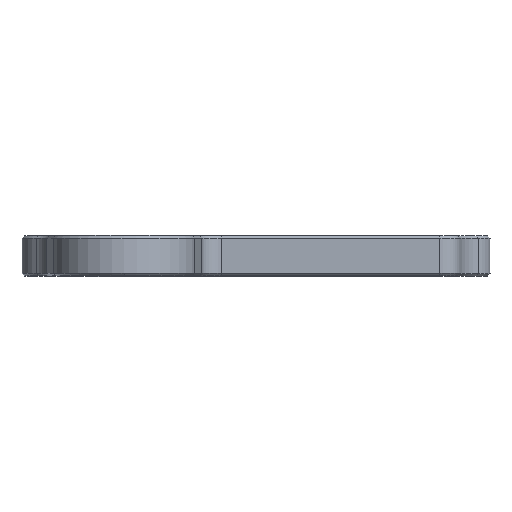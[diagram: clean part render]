
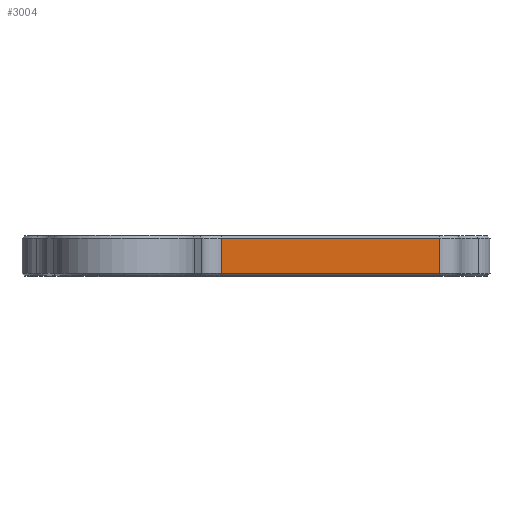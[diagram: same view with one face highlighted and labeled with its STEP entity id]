
A CAD part, top view. The second image highlights one B-rep face of the part: STEP entity #3004.
In plain terms, the highlighted planar face has unit normal (0, 0, 1).
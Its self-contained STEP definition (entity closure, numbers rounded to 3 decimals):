
#16 = DIRECTION ( 'NONE',  ( -1., 0., 0. ) ) ;
#183 = DIRECTION ( 'NONE',  ( 0., -1., 0. ) ) ;
#217 = EDGE_LOOP ( 'NONE', ( #1242, #1150, #596, #2916 ) ) ;
#264 = DIRECTION ( 'NONE',  ( 1., 0., 0. ) ) ;
#299 = VECTOR ( 'NONE', #1514, 1000. ) ;
#596 = ORIENTED_EDGE ( 'NONE', *, *, #2866, .F. ) ;
#614 = CARTESIAN_POINT ( 'NONE',  ( 30., 3.75, 10. ) ) ;
#619 = VERTEX_POINT ( 'NONE', #2221 ) ;
#697 = CARTESIAN_POINT ( 'NONE',  ( 30., 4., 10. ) ) ;
#812 = CARTESIAN_POINT ( 'NONE',  ( 8.334, 3.75, 10. ) ) ;
#929 = PLANE ( 'NONE',  #1596 ) ;
#1150 = ORIENTED_EDGE ( 'NONE', *, *, #3043, .T. ) ;
#1172 = CARTESIAN_POINT ( 'NONE',  ( 8.334, 0., 10. ) ) ;
#1237 = CARTESIAN_POINT ( 'NONE',  ( 8.334, 0.25, 10. ) ) ;
#1242 = ORIENTED_EDGE ( 'NONE', *, *, #1804, .T. ) ;
#1292 = DIRECTION ( 'NONE',  ( 0., -1., 0. ) ) ;
#1430 = VECTOR ( 'NONE', #264, 1000. ) ;
#1434 = EDGE_CURVE ( 'NONE', #2808, #2903, #1545, .T. ) ;
#1477 = LINE ( 'NONE', #1950, #1430 ) ;
#1514 = DIRECTION ( 'NONE',  ( -1., 0., 0. ) ) ;
#1545 = LINE ( 'NONE', #812, #299 ) ;
#1596 = AXIS2_PLACEMENT_3D ( 'NONE', #697, #2178, #16 ) ;
#1794 = VECTOR ( 'NONE', #183, 1000. ) ;
#1804 = EDGE_CURVE ( 'NONE', #2903, #2984, #1964, .T. ) ;
#1884 = CARTESIAN_POINT ( 'NONE',  ( 30., 4., 10. ) ) ;
#1950 = CARTESIAN_POINT ( 'NONE',  ( 30., 0.25, 10. ) ) ;
#1964 = LINE ( 'NONE', #1172, #2253 ) ;
#2163 = FACE_OUTER_BOUND ( 'NONE', #217, .T. ) ;
#2178 = DIRECTION ( 'NONE',  ( 0., 0., -1. ) ) ;
#2221 = CARTESIAN_POINT ( 'NONE',  ( 30., 0.25, 10. ) ) ;
#2253 = VECTOR ( 'NONE', #1292, 1000. ) ;
#2345 = LINE ( 'NONE', #1884, #1794 ) ;
#2808 = VERTEX_POINT ( 'NONE', #614 ) ;
#2866 = EDGE_CURVE ( 'NONE', #2808, #619, #2345, .T. ) ;
#2903 = VERTEX_POINT ( 'NONE', #3088 ) ;
#2916 = ORIENTED_EDGE ( 'NONE', *, *, #1434, .T. ) ;
#2984 = VERTEX_POINT ( 'NONE', #1237 ) ;
#3004 = ADVANCED_FACE ( 'NONE', ( #2163 ), #929, .F. ) ;
#3043 = EDGE_CURVE ( 'NONE', #2984, #619, #1477, .T. ) ;
#3088 = CARTESIAN_POINT ( 'NONE',  ( 8.334, 3.75, 10. ) ) ;
